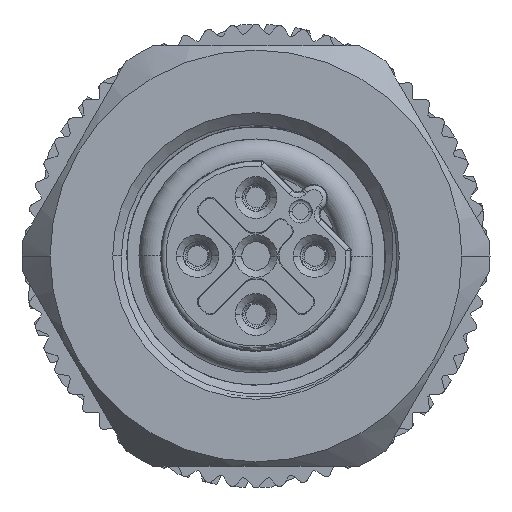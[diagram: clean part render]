
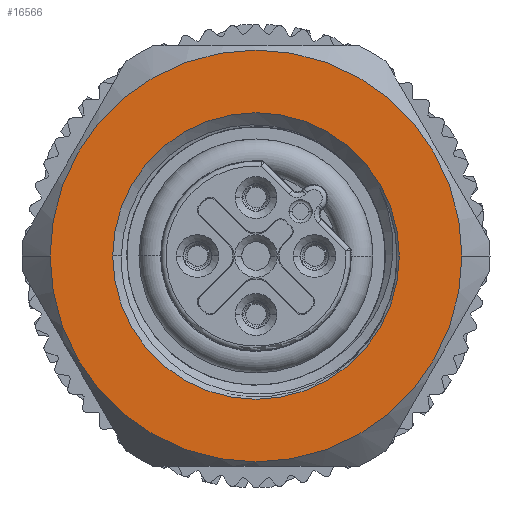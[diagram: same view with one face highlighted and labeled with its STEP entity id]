
A CAD part, front view. The second image highlights one B-rep face of the part: STEP entity #16566.
In plain terms, the highlighted planar face has unit normal (0, -1, 0).
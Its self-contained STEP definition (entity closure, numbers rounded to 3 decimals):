
#1638=CARTESIAN_POINT('',(0.,-9.8,0.));
#1639=DIRECTION('',(0.,1.,0.));
#1640=DIRECTION('',(-1.,0.,0.));
#1641=AXIS2_PLACEMENT_3D('',#1638,#1639,#1640);
#1643=CARTESIAN_POINT('',(0.,-9.8,0.));
#1644=DIRECTION('',(0.,1.,0.));
#1645=DIRECTION('',(1.,0.,0.));
#1646=AXIS2_PLACEMENT_3D('',#1643,#1644,#1645);
#1648=CARTESIAN_POINT('',(0.,-9.8,0.));
#1649=DIRECTION('',(0.,1.,0.));
#1650=DIRECTION('',(-1.,0.,0.));
#1651=AXIS2_PLACEMENT_3D('',#1648,#1649,#1650);
#1653=CARTESIAN_POINT('',(0.,-9.8,0.));
#1654=DIRECTION('',(0.,1.,0.));
#1655=DIRECTION('',(1.,0.,0.));
#1656=AXIS2_PLACEMENT_3D('',#1653,#1654,#1655);
#14604=CARTESIAN_POINT('',(-6.125,-9.8,0.));
#14605=CARTESIAN_POINT('',(6.125,-9.8,0.));
#14606=VERTEX_POINT('',#14604);
#14607=VERTEX_POINT('',#14605);
#14616=CARTESIAN_POINT('',(-8.8,-9.8,0.));
#14617=CARTESIAN_POINT('',(8.8,-9.8,0.));
#14618=VERTEX_POINT('',#14616);
#14619=VERTEX_POINT('',#14617);
#16551=CARTESIAN_POINT('',(0.,-9.8,0.));
#16552=DIRECTION('',(0.,1.,0.));
#16553=DIRECTION('',(1.,0.,0.));
#16554=AXIS2_PLACEMENT_3D('',#16551,#16552,#16553);
#16555=PLANE('',#16554);
#16557=ORIENTED_EDGE('',*,*,#16556,.T.);
#16559=ORIENTED_EDGE('',*,*,#16558,.T.);
#16560=EDGE_LOOP('',(#16557,#16559));
#16561=FACE_OUTER_BOUND('',#16560,.F.);
#16562=ORIENTED_EDGE('',*,*,#15433,.F.);
#16563=ORIENTED_EDGE('',*,*,#15450,.F.);
#16564=EDGE_LOOP('',(#16562,#16563));
#16565=FACE_BOUND('',#16564,.F.);
#16566=ADVANCED_FACE('',(#16561,#16565),#16555,.F.);
#1642=CIRCLE('',#1641,6.125);
#1647=CIRCLE('',#1646,6.125);
#1652=CIRCLE('',#1651,8.8);
#1657=CIRCLE('',#1656,8.8);
#15433=EDGE_CURVE('',#14606,#14607,#1642,.T.);
#15450=EDGE_CURVE('',#14607,#14606,#1647,.T.);
#16556=EDGE_CURVE('',#14618,#14619,#1652,.T.);
#16558=EDGE_CURVE('',#14619,#14618,#1657,.T.);
